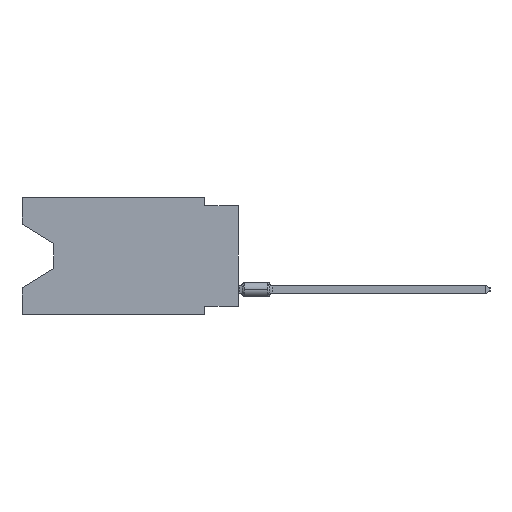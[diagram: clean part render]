
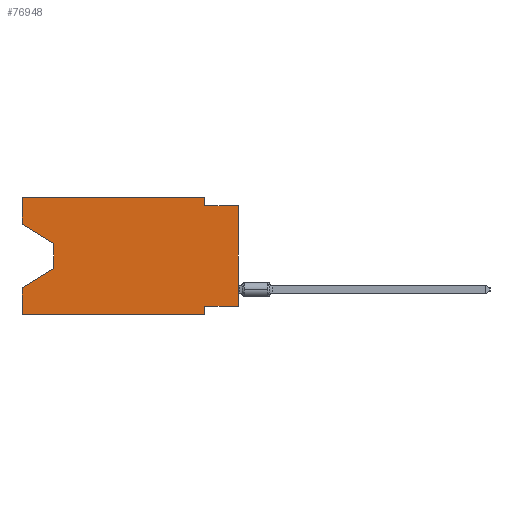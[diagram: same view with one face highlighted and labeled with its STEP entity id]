
A CAD part, left-side view. The second image highlights one B-rep face of the part: STEP entity #76948.
In plain terms, the highlighted planar face has unit normal (-1, 0, 0).
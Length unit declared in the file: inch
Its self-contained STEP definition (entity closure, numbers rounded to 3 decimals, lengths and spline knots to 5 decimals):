
#442 = ORIENTED_EDGE ( 'NONE', *, *, #75969, .T. ) ;
#2090 = VECTOR ( 'NONE', #14824, 39.37008 ) ;
#2517 = DIRECTION ( 'NONE',  ( 0., 0., -1. ) ) ;
#3477 = EDGE_LOOP ( 'NONE', ( #115734, #50822, #7066, #7945, #442, #4708, #18217, #14954, #48442, #86759, #103437, #14771 ) ) ;
#4708 = ORIENTED_EDGE ( 'NONE', *, *, #73627, .F. ) ;
#7066 = ORIENTED_EDGE ( 'NONE', *, *, #85097, .T. ) ;
#7945 = ORIENTED_EDGE ( 'NONE', *, *, #92886, .F. ) ;
#12063 = CARTESIAN_POINT ( 'NONE',  ( 0., 0.1, -0.025 ) ) ;
#12153 = CARTESIAN_POINT ( 'NONE',  ( 0., 0.645, -0.08025 ) ) ;
#14771 = ORIENTED_EDGE ( 'NONE', *, *, #18775, .F. ) ;
#14824 = DIRECTION ( 'NONE',  ( 0., -1., 0. ) ) ;
#14954 = ORIENTED_EDGE ( 'NONE', *, *, #87201, .T. ) ;
#16243 = LINE ( 'NONE', #70592, #33736 ) ;
#18217 = ORIENTED_EDGE ( 'NONE', *, *, #106474, .F. ) ;
#18775 = EDGE_CURVE ( 'NONE', #116212, #87369, #72905, .T. ) ;
#30066 = LINE ( 'NONE', #56670, #111428 ) ;
#30359 = VERTEX_POINT ( 'NONE', #117308 ) ;
#33736 = VECTOR ( 'NONE', #61510, 39.37008 ) ;
#36414 = VECTOR ( 'NONE', #113711, 39.37008 ) ;
#37145 = LINE ( 'NONE', #54662, #54497 ) ;
#37507 = PLANE ( 'NONE',  #65732 ) ;
#39420 = VECTOR ( 'NONE', #91057, 39.37008 ) ;
#39799 = CARTESIAN_POINT ( 'NONE',  ( 0., 0., -0.325 ) ) ;
#40274 = VERTEX_POINT ( 'NONE', #77116 ) ;
#40325 = DIRECTION ( 'NONE',  ( 0., 0.855, -0.519 ) ) ;
#42999 = EDGE_CURVE ( 'NONE', #80288, #116168, #109016, .T. ) ;
#43000 = DIRECTION ( 'NONE',  ( 0., 0., 1. ) ) ;
#43549 = EDGE_CURVE ( 'NONE', #30359, #57441, #16243, .T. ) ;
#45154 = CARTESIAN_POINT ( 'NONE',  ( 0., 0.645, 0. ) ) ;
#47025 = CARTESIAN_POINT ( 'NONE',  ( 0., 0.645, -0.35 ) ) ;
#48442 = ORIENTED_EDGE ( 'NONE', *, *, #64559, .F. ) ;
#50822 = ORIENTED_EDGE ( 'NONE', *, *, #42999, .T. ) ;
#53452 = CARTESIAN_POINT ( 'NONE',  ( 0., 0.645, -0.08025 ) ) ;
#54497 = VECTOR ( 'NONE', #72772, 39.37008 ) ;
#54662 = CARTESIAN_POINT ( 'NONE',  ( 0., 0., -0.325 ) ) ;
#56670 = CARTESIAN_POINT ( 'NONE',  ( 0., 0.55, -0.212 ) ) ;
#57441 = VERTEX_POINT ( 'NONE', #12063 ) ;
#58510 = CARTESIAN_POINT ( 'NONE',  ( 0., 0.645, 0. ) ) ;
#59693 = DIRECTION ( 'NONE',  ( 0., -1., 0. ) ) ;
#60251 = DIRECTION ( 'NONE',  ( 1., 0., 0. ) ) ;
#60536 = LINE ( 'NONE', #97375, #36414 ) ;
#60681 = LINE ( 'NONE', #79435, #2090 ) ;
#61510 = DIRECTION ( 'NONE',  ( 0., 0., -1. ) ) ;
#62514 = CARTESIAN_POINT ( 'NONE',  ( 0., 0.55, -0.212 ) ) ;
#63321 = CARTESIAN_POINT ( 'NONE',  ( 0., 0., 0. ) ) ;
#64559 = EDGE_CURVE ( 'NONE', #57441, #115900, #60681, .T. ) ;
#65732 = AXIS2_PLACEMENT_3D ( 'NONE', #84607, #60251, #2517 ) ;
#69598 = CARTESIAN_POINT ( 'NONE',  ( 0., 0.645, 0. ) ) ;
#70592 = CARTESIAN_POINT ( 'NONE',  ( 0., 0.1, 0. ) ) ;
#72772 = DIRECTION ( 'NONE',  ( 0., 1., 0. ) ) ;
#72905 = LINE ( 'NONE', #45154, #39420 ) ;
#73627 = EDGE_CURVE ( 'NONE', #84513, #40274, #60536, .T. ) ;
#74307 = VERTEX_POINT ( 'NONE', #47025 ) ;
#75969 = EDGE_CURVE ( 'NONE', #74307, #40274, #83710, .T. ) ;
#76948 = ADVANCED_FACE ( 'NONE', ( #111780 ), #37507, .F. ) ;
#77116 = CARTESIAN_POINT ( 'NONE',  ( 0., 0.1, -0.35 ) ) ;
#78808 = CARTESIAN_POINT ( 'NONE',  ( 0., 0.55, -0.138 ) ) ;
#79435 = CARTESIAN_POINT ( 'NONE',  ( 0., 0., -0.025 ) ) ;
#80288 = VERTEX_POINT ( 'NONE', #78808 ) ;
#80375 = DIRECTION ( 'NONE',  ( 0., 0., 1. ) ) ;
#80422 = LINE ( 'NONE', #69598, #108189 ) ;
#81847 = CARTESIAN_POINT ( 'NONE',  ( 0., 0.55, -0.138 ) ) ;
#82816 = DIRECTION ( 'NONE',  ( 0., -0.855, -0.519 ) ) ;
#83710 = LINE ( 'NONE', #110862, #100203 ) ;
#84513 = VERTEX_POINT ( 'NONE', #91264 ) ;
#84607 = CARTESIAN_POINT ( 'NONE',  ( 0., 0.645, 0. ) ) ;
#85097 = EDGE_CURVE ( 'NONE', #116168, #94037, #30066, .T. ) ;
#86759 = ORIENTED_EDGE ( 'NONE', *, *, #43549, .F. ) ;
#87201 = EDGE_CURVE ( 'NONE', #116865, #115900, #91111, .T. ) ;
#87369 = VERTEX_POINT ( 'NONE', #96093 ) ;
#91057 = DIRECTION ( 'NONE',  ( 0., 0., 1. ) ) ;
#91111 = LINE ( 'NONE', #63321, #100230 ) ;
#91264 = CARTESIAN_POINT ( 'NONE',  ( 0., 0.1, -0.325 ) ) ;
#92446 = VECTOR ( 'NONE', #82816, 39.37008 ) ;
#92886 = EDGE_CURVE ( 'NONE', #74307, #94037, #80422, .T. ) ;
#94037 = VERTEX_POINT ( 'NONE', #117268 ) ;
#96093 = CARTESIAN_POINT ( 'NONE',  ( 0., 0.645, 0. ) ) ;
#97360 = VECTOR ( 'NONE', #59693, 39.37008 ) ;
#97375 = CARTESIAN_POINT ( 'NONE',  ( 0., 0.1, -0.35 ) ) ;
#97733 = LINE ( 'NONE', #58510, #97360 ) ;
#99436 = VECTOR ( 'NONE', #118650, 39.37008 ) ;
#100203 = VECTOR ( 'NONE', #109694, 39.37008 ) ;
#100230 = VECTOR ( 'NONE', #80375, 39.37008 ) ;
#103300 = LINE ( 'NONE', #12153, #92446 ) ;
#103437 = ORIENTED_EDGE ( 'NONE', *, *, #118754, .F. ) ;
#104638 = EDGE_CURVE ( 'NONE', #116212, #80288, #103300, .T. ) ;
#106474 = EDGE_CURVE ( 'NONE', #116865, #84513, #37145, .T. ) ;
#108189 = VECTOR ( 'NONE', #43000, 39.37008 ) ;
#109016 = LINE ( 'NONE', #81847, #99436 ) ;
#109694 = DIRECTION ( 'NONE',  ( 0., -1., 0. ) ) ;
#110862 = CARTESIAN_POINT ( 'NONE',  ( 0., 0.645, -0.35 ) ) ;
#111428 = VECTOR ( 'NONE', #40325, 39.37008 ) ;
#111512 = CARTESIAN_POINT ( 'NONE',  ( 0., 0., -0.025 ) ) ;
#111780 = FACE_OUTER_BOUND ( 'NONE', #3477, .T. ) ;
#113711 = DIRECTION ( 'NONE',  ( 0., 0., -1. ) ) ;
#115734 = ORIENTED_EDGE ( 'NONE', *, *, #104638, .T. ) ;
#115900 = VERTEX_POINT ( 'NONE', #111512 ) ;
#116168 = VERTEX_POINT ( 'NONE', #62514 ) ;
#116212 = VERTEX_POINT ( 'NONE', #53452 ) ;
#116865 = VERTEX_POINT ( 'NONE', #39799 ) ;
#117268 = CARTESIAN_POINT ( 'NONE',  ( 0., 0.645, -0.26975 ) ) ;
#117308 = CARTESIAN_POINT ( 'NONE',  ( 0., 0.1, 0. ) ) ;
#118650 = DIRECTION ( 'NONE',  ( 0., 0., -1. ) ) ;
#118754 = EDGE_CURVE ( 'NONE', #87369, #30359, #97733, .T. ) ;
